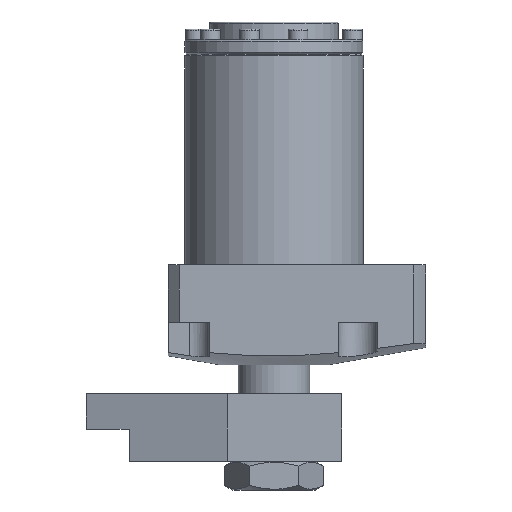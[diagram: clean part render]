
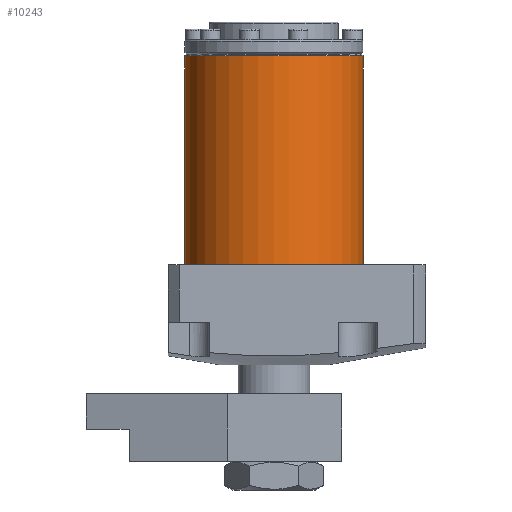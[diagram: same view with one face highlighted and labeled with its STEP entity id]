
A CAD part, front view. The second image highlights one B-rep face of the part: STEP entity #10243.
In plain terms, the highlighted cylindrical face has radius 25 mm (diameter 50 mm), a partial arc.
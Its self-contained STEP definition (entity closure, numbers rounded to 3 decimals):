
#132 = DIRECTION ( 'NONE',  ( 0., 0., -1. ) ) ;
#508 = DIRECTION ( 'NONE',  ( 1., 0., 0. ) ) ;
#859 = EDGE_LOOP ( 'NONE', ( #5788, #1462, #9373, #12709 ) ) ;
#1462 = ORIENTED_EDGE ( 'NONE', *, *, #12873, .T. ) ;
#2936 = CARTESIAN_POINT ( 'NONE',  ( 25., 0., 14. ) ) ;
#4679 = CIRCLE ( 'NONE', #7695, 25. ) ;
#4824 = DIRECTION ( 'NONE',  ( 1., 0., 0. ) ) ;
#4873 = CARTESIAN_POINT ( 'NONE',  ( 0., 0., 72.5 ) ) ;
#5245 = CARTESIAN_POINT ( 'NONE',  ( -25., 0., 72.5 ) ) ;
#5788 = ORIENTED_EDGE ( 'NONE', *, *, #10424, .F. ) ;
#5891 = CARTESIAN_POINT ( 'NONE',  ( -25., 0., 14. ) ) ;
#5919 = DIRECTION ( 'NONE',  ( 0., 0., -1. ) ) ;
#5986 = CARTESIAN_POINT ( 'NONE',  ( 0., 0., 14. ) ) ;
#6147 = EDGE_CURVE ( 'NONE', #6202, #8743, #6563, .T. ) ;
#6202 = VERTEX_POINT ( 'NONE', #5891 ) ;
#6455 = AXIS2_PLACEMENT_3D ( 'NONE', #14241, #132, #11419 ) ;
#6563 = CIRCLE ( 'NONE', #13459, 25. ) ;
#6978 = DIRECTION ( 'NONE',  ( 0., 0., 1. ) ) ;
#7695 = AXIS2_PLACEMENT_3D ( 'NONE', #4873, #5919, #4824 ) ;
#8743 = VERTEX_POINT ( 'NONE', #2936 ) ;
#8775 = CARTESIAN_POINT ( 'NONE',  ( 25., 0., 72.5 ) ) ;
#8807 = CARTESIAN_POINT ( 'NONE',  ( -25., 0., 73. ) ) ;
#9373 = ORIENTED_EDGE ( 'NONE', *, *, #11050, .T. ) ;
#9380 = VECTOR ( 'NONE', #10935, 1000. ) ;
#9779 = CARTESIAN_POINT ( 'NONE',  ( 25., 0., 73. ) ) ;
#10066 = LINE ( 'NONE', #9779, #9380 ) ;
#10079 = CYLINDRICAL_SURFACE ( 'NONE', #6455, 25. ) ;
#10243 = ADVANCED_FACE ( 'NONE', ( #14025 ), #10079, .T. ) ;
#10359 = VERTEX_POINT ( 'NONE', #8775 ) ;
#10424 = EDGE_CURVE ( 'NONE', #10359, #8743, #10066, .T. ) ;
#10920 = DIRECTION ( 'NONE',  ( 0., 0., -1. ) ) ;
#10935 = DIRECTION ( 'NONE',  ( 0., 0., -1. ) ) ;
#11050 = EDGE_CURVE ( 'NONE', #11588, #6202, #11072, .T. ) ;
#11072 = LINE ( 'NONE', #8807, #12443 ) ;
#11419 = DIRECTION ( 'NONE',  ( -1., 0., 0. ) ) ;
#11588 = VERTEX_POINT ( 'NONE', #5245 ) ;
#12443 = VECTOR ( 'NONE', #10920, 1000. ) ;
#12709 = ORIENTED_EDGE ( 'NONE', *, *, #6147, .T. ) ;
#12873 = EDGE_CURVE ( 'NONE', #10359, #11588, #4679, .T. ) ;
#13459 = AXIS2_PLACEMENT_3D ( 'NONE', #5986, #6978, #508 ) ;
#14025 = FACE_OUTER_BOUND ( 'NONE', #859, .T. ) ;
#14241 = CARTESIAN_POINT ( 'NONE',  ( 0., 0., 73. ) ) ;
